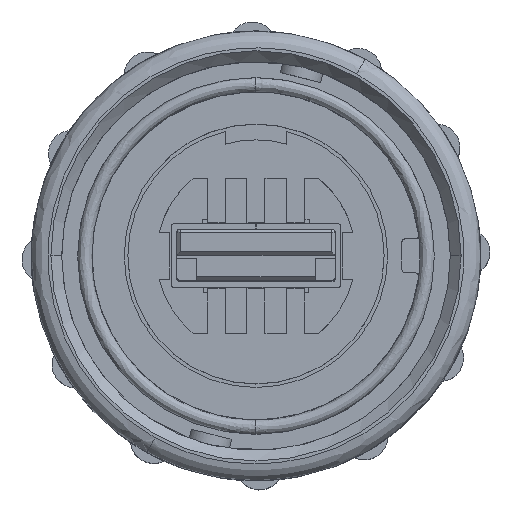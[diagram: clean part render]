
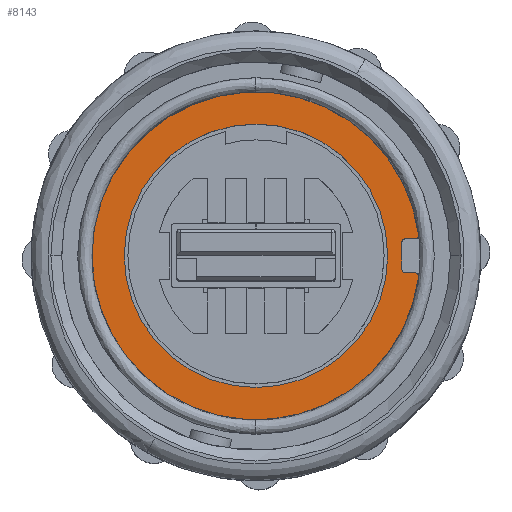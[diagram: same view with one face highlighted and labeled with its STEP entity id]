
A CAD part, top view. The second image highlights one B-rep face of the part: STEP entity #8143.
In plain terms, the highlighted planar face has unit normal (0, 0, 1).
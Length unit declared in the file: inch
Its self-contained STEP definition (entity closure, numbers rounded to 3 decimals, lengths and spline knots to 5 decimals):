
#279 = DIRECTION ( 'NONE',  ( 1., 0., 0. ) ) ;
#317 = DIRECTION ( 'NONE',  ( -1., 0., 0. ) ) ;
#848 = AXIS2_PLACEMENT_3D ( 'NONE', #16167, #6304, #17856 ) ;
#852 = EDGE_CURVE ( 'NONE', #3854, #3355, #17920, .T. ) ;
#979 = AXIS2_PLACEMENT_3D ( 'NONE', #6249, #17799, #7903 ) ;
#983 = DIRECTION ( 'NONE',  ( 0., 0., -1. ) ) ;
#1015 = CARTESIAN_POINT ( 'NONE',  ( 0., 0., 0. ) ) ;
#1416 = CIRCLE ( 'NONE', #15921, 0.01 ) ;
#1502 = EDGE_CURVE ( 'NONE', #11337, #7389, #6521, .T. ) ;
#2331 = ORIENTED_EDGE ( 'NONE', *, *, #4266, .F. ) ;
#2336 = DIRECTION ( 'NONE',  ( 0., 0., -1. ) ) ;
#2354 = DIRECTION ( 'NONE',  ( 0., 0., -1. ) ) ;
#2701 = DIRECTION ( 'NONE',  ( 1., 0., 0. ) ) ;
#3019 = EDGE_CURVE ( 'NONE', #8709, #10006, #3328, .T. ) ;
#3328 = CIRCLE ( 'NONE', #12836, 0.01 ) ;
#3349 = EDGE_CURVE ( 'NONE', #13485, #6525, #20518, .T. ) ;
#3355 = VERTEX_POINT ( 'NONE', #12758 ) ;
#3612 = CARTESIAN_POINT ( 'NONE',  ( 0.4155, -0.0475, 0. ) ) ;
#3854 = VERTEX_POINT ( 'NONE', #3612 ) ;
#4120 = ORIENTED_EDGE ( 'NONE', *, *, #18753, .T. ) ;
#4139 = DIRECTION ( 'NONE',  ( 1., 0., 0. ) ) ;
#4266 = EDGE_CURVE ( 'NONE', #10006, #11247, #13919, .T. ) ;
#4289 = ORIENTED_EDGE ( 'NONE', *, *, #1502, .F. ) ;
#4340 = CARTESIAN_POINT ( 'NONE',  ( 0.44177, -0.0475, 0. ) ) ;
#4528 = ORIENTED_EDGE ( 'NONE', *, *, #18795, .F. ) ;
#4652 = CARTESIAN_POINT ( 'NONE',  ( 0.4155, 0.0375, 0. ) ) ;
#4770 = CARTESIAN_POINT ( 'NONE',  ( 0., 0., 0. ) ) ;
#4781 = VERTEX_POINT ( 'NONE', #6273 ) ;
#4852 = CARTESIAN_POINT ( 'NONE',  ( 0.4055, 0.0375, 0. ) ) ;
#5103 = ORIENTED_EDGE ( 'NONE', *, *, #10513, .T. ) ;
#5121 = DIRECTION ( 'NONE',  ( 0., 0., -1. ) ) ;
#5313 = CIRCLE ( 'NONE', #21301, 0.366 ) ;
#5348 = CARTESIAN_POINT ( 'NONE',  ( 0.45177, 0.0575, 0. ) ) ;
#5664 = CARTESIAN_POINT ( 'NONE',  ( -0.414, 0., 0. ) ) ;
#5738 = VERTEX_POINT ( 'NONE', #4852 ) ;
#6249 = CARTESIAN_POINT ( 'NONE',  ( 0., 0., 0. ) ) ;
#6273 = CARTESIAN_POINT ( 'NONE',  ( 0.4155, 0.0475, 0. ) ) ;
#6304 = DIRECTION ( 'NONE',  ( 0., 0., -1. ) ) ;
#6322 = DIRECTION ( 'NONE',  ( -1., 0., 0. ) ) ;
#6435 = DIRECTION ( 'NONE',  ( 1., 0., 0. ) ) ;
#6438 = CARTESIAN_POINT ( 'NONE',  ( 0.45177, -0.0575, 0. ) ) ;
#6521 = CIRCLE ( 'NONE', #19863, 0.01 ) ;
#6525 = VERTEX_POINT ( 'NONE', #20857 ) ;
#6806 = VECTOR ( 'NONE', #4139, 39.37008 ) ;
#6887 = AXIS2_PLACEMENT_3D ( 'NONE', #12210, #2354, #13887 ) ;
#7389 = VERTEX_POINT ( 'NONE', #6438 ) ;
#7411 = CARTESIAN_POINT ( 'NONE',  ( 0.4055, 0.0475, 0. ) ) ;
#7658 = CARTESIAN_POINT ( 'NONE',  ( 0.366, 0., 0. ) ) ;
#7888 = ORIENTED_EDGE ( 'NONE', *, *, #3349, .F. ) ;
#7903 = DIRECTION ( 'NONE',  ( 1., 0., 0. ) ) ;
#7966 = ORIENTED_EDGE ( 'NONE', *, *, #11479, .F. ) ;
#7972 = VERTEX_POINT ( 'NONE', #16695 ) ;
#8082 = VECTOR ( 'NONE', #317, 39.37008 ) ;
#8143 = ADVANCED_FACE ( 'NONE', ( #8413, #17203 ), #18936, .F. ) ;
#8311 = CIRCLE ( 'NONE', #17570, 0.4555 ) ;
#8413 = FACE_OUTER_BOUND ( 'NONE', #17999, .T. ) ;
#8709 = VERTEX_POINT ( 'NONE', #16501 ) ;
#8910 = EDGE_CURVE ( 'NONE', #15603, #7972, #21172, .T. ) ;
#9027 = ORIENTED_EDGE ( 'NONE', *, *, #16564, .T. ) ;
#9098 = CIRCLE ( 'NONE', #10682, 0.01 ) ;
#9260 = DIRECTION ( 'NONE',  ( 1., 0., 0. ) ) ;
#9298 = DIRECTION ( 'NONE',  ( 0., 0., -1. ) ) ;
#9322 = CARTESIAN_POINT ( 'NONE',  ( 0.44177, -0.0575, 0. ) ) ;
#9331 = ORIENTED_EDGE ( 'NONE', *, *, #13055, .F. ) ;
#9534 = AXIS2_PLACEMENT_3D ( 'NONE', #11250, #11226, #11177 ) ;
#9891 = AXIS2_PLACEMENT_3D ( 'NONE', #5664, #2336, #20639 ) ;
#10006 = VERTEX_POINT ( 'NONE', #5348 ) ;
#10193 = CARTESIAN_POINT ( 'NONE',  ( 0.44177, 0.0575, 0. ) ) ;
#10513 = EDGE_CURVE ( 'NONE', #11337, #3854, #16860, .T. ) ;
#10682 = AXIS2_PLACEMENT_3D ( 'NONE', #4652, #16182, #6322 ) ;
#11158 = LINE ( 'NONE', #20774, #15045 ) ;
#11177 = DIRECTION ( 'NONE',  ( -1., 0., 0. ) ) ;
#11226 = DIRECTION ( 'NONE',  ( 0., 0., -1. ) ) ;
#11247 = VERTEX_POINT ( 'NONE', #17112 ) ;
#11250 = CARTESIAN_POINT ( 'NONE',  ( 0.4155, -0.0375, 0. ) ) ;
#11337 = VERTEX_POINT ( 'NONE', #4340 ) ;
#11479 = EDGE_CURVE ( 'NONE', #7972, #8709, #8311, .T. ) ;
#12210 = CARTESIAN_POINT ( 'NONE',  ( 0., 0., 0. ) ) ;
#12402 = DIRECTION ( 'NONE',  ( 0., -1., 0. ) ) ;
#12535 = DIRECTION ( 'NONE',  ( 0., 0., 1. ) ) ;
#12758 = CARTESIAN_POINT ( 'NONE',  ( 0.4055, -0.0375, 0. ) ) ;
#12836 = AXIS2_PLACEMENT_3D ( 'NONE', #10193, #983, #279 ) ;
#13055 = EDGE_CURVE ( 'NONE', #6525, #13485, #5313, .T. ) ;
#13485 = VERTEX_POINT ( 'NONE', #7658 ) ;
#13739 = EDGE_CURVE ( 'NONE', #7389, #15603, #1416, .T. ) ;
#13887 = DIRECTION ( 'NONE',  ( 1., 0., 0. ) ) ;
#13919 = CIRCLE ( 'NONE', #848, 0.01 ) ;
#14995 = CARTESIAN_POINT ( 'NONE',  ( 0.44177, -0.0575, 0. ) ) ;
#15045 = VECTOR ( 'NONE', #12402, 39.37008 ) ;
#15603 = VERTEX_POINT ( 'NONE', #19916 ) ;
#15921 = AXIS2_PLACEMENT_3D ( 'NONE', #14995, #5121, #16652 ) ;
#16167 = CARTESIAN_POINT ( 'NONE',  ( 0.44177, 0.0575, 0. ) ) ;
#16182 = DIRECTION ( 'NONE',  ( 0., 0., -1. ) ) ;
#16300 = DIRECTION ( 'NONE',  ( 0., 0., -1. ) ) ;
#16501 = CARTESIAN_POINT ( 'NONE',  ( 0.45169, 0.05879, 0. ) ) ;
#16564 = EDGE_CURVE ( 'NONE', #5738, #4781, #9098, .T. ) ;
#16652 = DIRECTION ( 'NONE',  ( 1., 0., 0. ) ) ;
#16695 = CARTESIAN_POINT ( 'NONE',  ( -0.4555, 0., 0. ) ) ;
#16726 = ORIENTED_EDGE ( 'NONE', *, *, #852, .T. ) ;
#16860 = LINE ( 'NONE', #20210, #8082 ) ;
#17112 = CARTESIAN_POINT ( 'NONE',  ( 0.44177, 0.0475, 0. ) ) ;
#17198 = ORIENTED_EDGE ( 'NONE', *, *, #8910, .F. ) ;
#17203 = FACE_BOUND ( 'NONE', #19610, .T. ) ;
#17570 = AXIS2_PLACEMENT_3D ( 'NONE', #4770, #16300, #6435 ) ;
#17799 = DIRECTION ( 'NONE',  ( 0., 0., 1. ) ) ;
#17856 = DIRECTION ( 'NONE',  ( 1., 0., 0. ) ) ;
#17920 = CIRCLE ( 'NONE', #9534, 0.01 ) ;
#17999 = EDGE_LOOP ( 'NONE', ( #18134, #7966, #17198, #19229, #4289, #5103, #16726, #4528, #9027, #4120, #2331 ) ) ;
#18134 = ORIENTED_EDGE ( 'NONE', *, *, #3019, .F. ) ;
#18753 = EDGE_CURVE ( 'NONE', #4781, #11247, #20041, .T. ) ;
#18795 = EDGE_CURVE ( 'NONE', #5738, #3355, #11158, .T. ) ;
#18936 = PLANE ( 'NONE',  #9891 ) ;
#19229 = ORIENTED_EDGE ( 'NONE', *, *, #13739, .F. ) ;
#19610 = EDGE_LOOP ( 'NONE', ( #7888, #9331 ) ) ;
#19863 = AXIS2_PLACEMENT_3D ( 'NONE', #9322, #9298, #9260 ) ;
#19916 = CARTESIAN_POINT ( 'NONE',  ( 0.45169, -0.05879, 0. ) ) ;
#20041 = LINE ( 'NONE', #7411, #6806 ) ;
#20210 = CARTESIAN_POINT ( 'NONE',  ( 0.45302, -0.0475, 0. ) ) ;
#20518 = CIRCLE ( 'NONE', #979, 0.366 ) ;
#20639 = DIRECTION ( 'NONE',  ( -1., 0., 0. ) ) ;
#20774 = CARTESIAN_POINT ( 'NONE',  ( 0.4055, 0., 0. ) ) ;
#20857 = CARTESIAN_POINT ( 'NONE',  ( -0.366, 0., 0. ) ) ;
#21172 = CIRCLE ( 'NONE', #6887, 0.4555 ) ;
#21301 = AXIS2_PLACEMENT_3D ( 'NONE', #1015, #12535, #2701 ) ;
